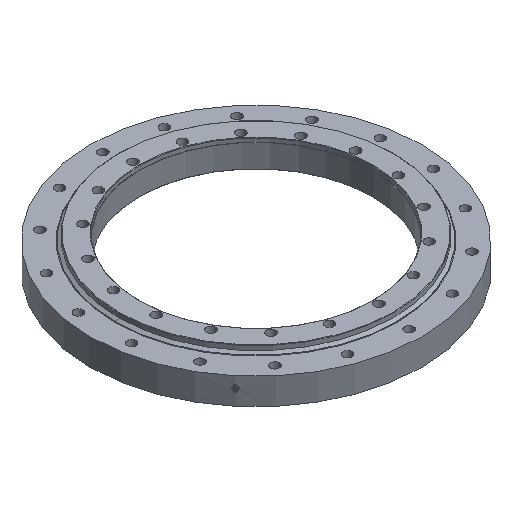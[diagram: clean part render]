
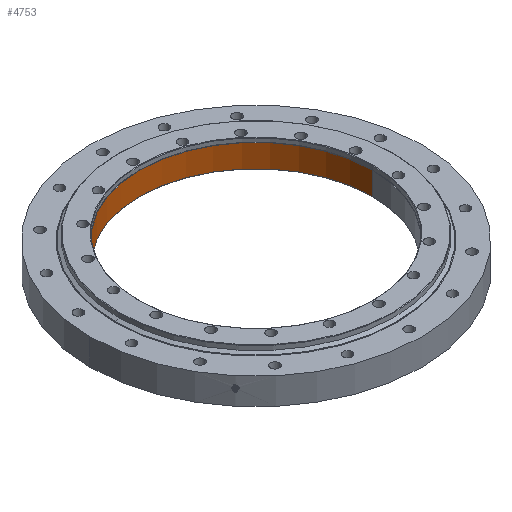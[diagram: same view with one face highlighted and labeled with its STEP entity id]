
A CAD part, isometric view. The second image highlights one B-rep face of the part: STEP entity #4753.
In plain terms, the highlighted cylindrical face has radius 286 mm (diameter 572 mm), a partial arc.
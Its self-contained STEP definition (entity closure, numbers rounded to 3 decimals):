
#86 = VECTOR ( 'NONE', #7955, 1000. ) ;
#102 = ORIENTED_EDGE ( 'NONE', *, *, #1999, .T. ) ;
#112 = EDGE_CURVE ( 'NONE', #2459, #3297, #284, .T. ) ;
#190 = DIRECTION ( 'NONE',  ( 1., 0., 0. ) ) ;
#193 = CARTESIAN_POINT ( 'NONE',  ( -286., 0., -24. ) ) ;
#213 = CARTESIAN_POINT ( 'NONE',  ( 0., 0., -24. ) ) ;
#217 = CARTESIAN_POINT ( 'NONE',  ( 0., 0., 0. ) ) ;
#284 = CIRCLE ( 'NONE', #4951, 286. ) ;
#290 = ORIENTED_EDGE ( 'NONE', *, *, #6126, .F. ) ;
#623 = ORIENTED_EDGE ( 'NONE', *, *, #1066, .T. ) ;
#657 = DIRECTION ( 'NONE',  ( 1., 0., 0. ) ) ;
#766 = DIRECTION ( 'NONE',  ( 1., 0., 0. ) ) ;
#1066 = EDGE_CURVE ( 'NONE', #3071, #2459, #5886, .T. ) ;
#1103 = CARTESIAN_POINT ( 'NONE',  ( 286., 0., -24. ) ) ;
#1281 = DIRECTION ( 'NONE',  ( 0., 0., 1. ) ) ;
#1414 = CARTESIAN_POINT ( 'NONE',  ( 0., 0., 32. ) ) ;
#1542 = CYLINDRICAL_SURFACE ( 'NONE', #7889, 286. ) ;
#1785 = LINE ( 'NONE', #4105, #86 ) ;
#1936 = CIRCLE ( 'NONE', #6143, 286. ) ;
#1999 = EDGE_CURVE ( 'NONE', #4222, #3071, #1936, .T. ) ;
#2459 = VERTEX_POINT ( 'NONE', #5528 ) ;
#2572 = CARTESIAN_POINT ( 'NONE',  ( 286., 0., 0. ) ) ;
#2597 = ORIENTED_EDGE ( 'NONE', *, *, #112, .T. ) ;
#3071 = VERTEX_POINT ( 'NONE', #1103 ) ;
#3297 = VERTEX_POINT ( 'NONE', #5826 ) ;
#3318 = DIRECTION ( 'NONE',  ( 0., 0., 1. ) ) ;
#3754 = EDGE_LOOP ( 'NONE', ( #290, #102, #623, #2597 ) ) ;
#4105 = CARTESIAN_POINT ( 'NONE',  ( -286., 0., 0. ) ) ;
#4190 = VECTOR ( 'NONE', #1281, 1000. ) ;
#4222 = VERTEX_POINT ( 'NONE', #193 ) ;
#4491 = DIRECTION ( 'NONE',  ( 0., 0., -1. ) ) ;
#4753 = ADVANCED_FACE ( 'NONE', ( #4930 ), #1542, .F. ) ;
#4930 = FACE_OUTER_BOUND ( 'NONE', #3754, .T. ) ;
#4951 = AXIS2_PLACEMENT_3D ( 'NONE', #1414, #3318, #766 ) ;
#5528 = CARTESIAN_POINT ( 'NONE',  ( 286., 0., 32. ) ) ;
#5826 = CARTESIAN_POINT ( 'NONE',  ( -286., 0., 32. ) ) ;
#5886 = LINE ( 'NONE', #2572, #4190 ) ;
#6126 = EDGE_CURVE ( 'NONE', #4222, #3297, #1785, .T. ) ;
#6143 = AXIS2_PLACEMENT_3D ( 'NONE', #213, #4491, #657 ) ;
#7246 = DIRECTION ( 'NONE',  ( 0., 0., 1. ) ) ;
#7889 = AXIS2_PLACEMENT_3D ( 'NONE', #217, #7246, #190 ) ;
#7955 = DIRECTION ( 'NONE',  ( 0., 0., 1. ) ) ;
